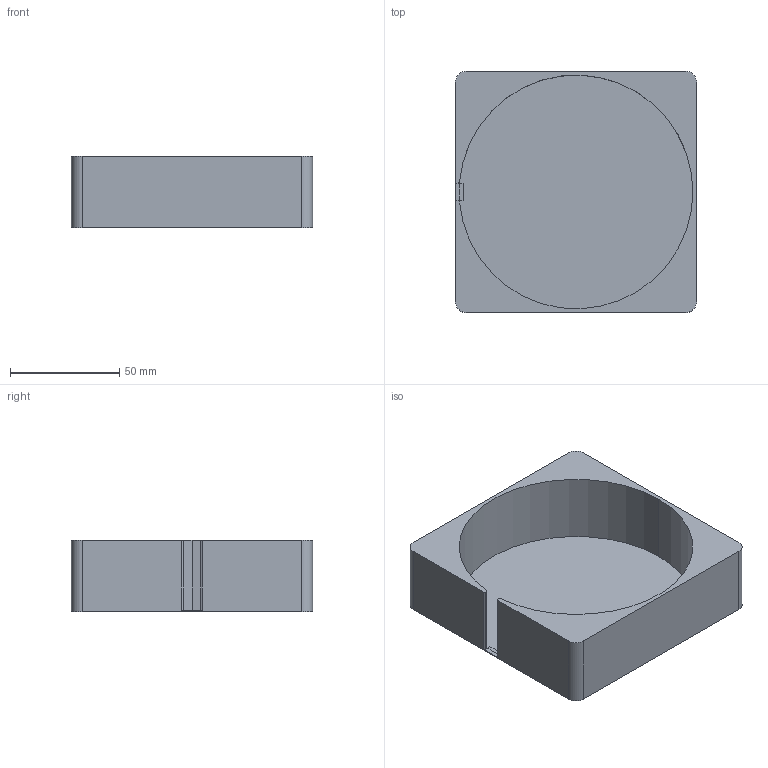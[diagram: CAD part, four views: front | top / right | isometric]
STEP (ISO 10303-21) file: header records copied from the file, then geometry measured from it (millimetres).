
FILE_DESCRIPTION(('FreeCAD Model'),'2;1');
FILE_NAME('Open CASCADE Shape Model','2024-10-26T14:44:46',(''),(''), 'Open CASCADE STEP processor 7.7','FreeCAD','Unknown');
FILE_SCHEMA(('AUTOMOTIVE_DESIGN { 1 0 10303 214 1 1 1 1 }'));
Length unit declared in the file: millimetre
Products named in the file (1): Body
Bounding box: 110.4 x 110.4 x 32.6 mm (x, y, z)
Volume: 108431.1 mm3; surface area: 48780.1 mm2
Topology: 1 solids, 1 shells, 21 faces, 59 edges, 40 vertices
Faces by surface type: plane 11, cylinder 10
Entity records: 712 total; most frequent: DIRECTION 124, CARTESIAN_POINT 121, ORIENTED_EDGE 118, EDGE_CURVE 59, AXIS2_PLACEMENT_3D 43, VERTEX_POINT 40, LINE 38, VECTOR 38
